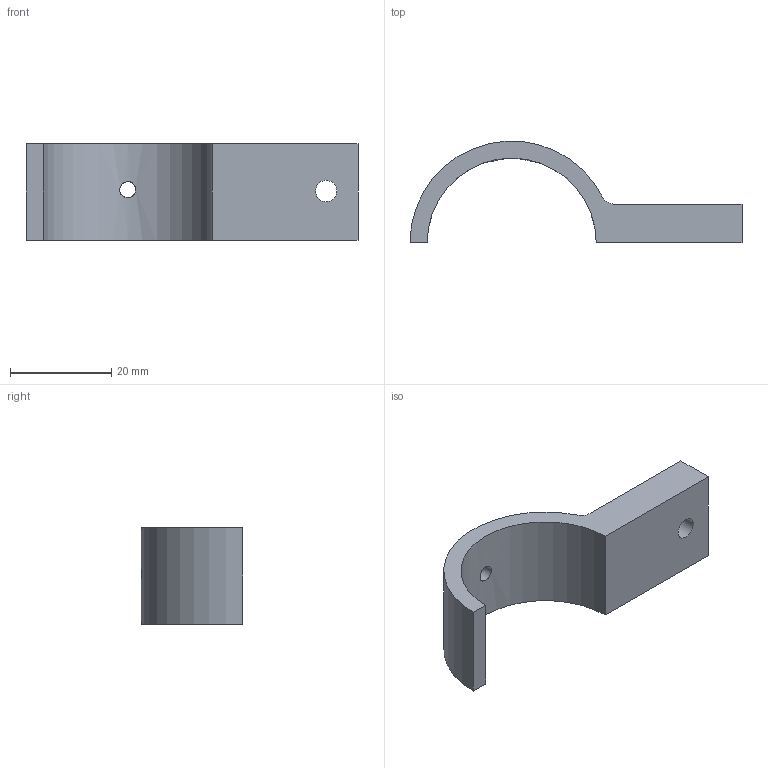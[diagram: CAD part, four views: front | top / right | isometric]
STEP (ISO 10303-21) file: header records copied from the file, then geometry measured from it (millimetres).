
FILE_DESCRIPTION(/* description */ (''),/* implementation_level */ '2;1');
FILE_NAME(/* name */ 'Tripod Storage clips v3.step',/* time_stamp */ '2025-08-24T08:32:12-05:00',/* author */ (''),/* organization */ (''),/* preprocessor_version */ 'ST-DEVELOPER v20.1',/* originating_system */ 'Autodesk Translation Framework v14.10.0.0',/* authorisation */ '');
FILE_SCHEMA (('AUTOMOTIVE_DESIGN { 1 0 10303 214 3 1 1 }'));
Length unit declared in the file: inch
Products named in the file (1): Tripod Storage clips
Bounding box: 65.56 x 20.08 x 19.05 mm (x, y, z)
Volume: 7352.5 mm3; surface area: 4192.2 mm2
Topology: 1 solids, 1 shells, 11 faces, 29 edges, 20 vertices
Faces by surface type: plane 6, cylinder 5
Full cylindrical faces by diameter (mm): 3.175 x1, 4.204 x1
Entity records: 451 total; most frequent: CARTESIAN_POINT 130, ORIENTED_EDGE 58, DIRECTION 57, EDGE_CURVE 29, VERTEX_POINT 20, AXIS2_PLACEMENT_3D 20, LINE 17, VECTOR 17
